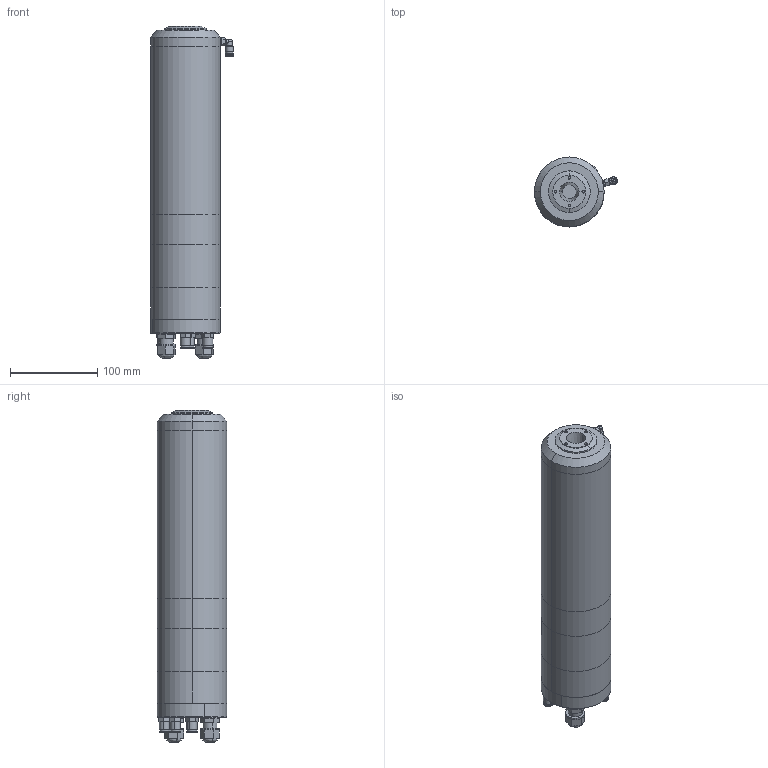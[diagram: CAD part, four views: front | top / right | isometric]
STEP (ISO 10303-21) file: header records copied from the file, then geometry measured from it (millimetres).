
FILE_DESCRIPTION (( 'STEP AP214' ), '1' );
FILE_NAME ('GDL80-20-24Z-2.2.STEP', '2024-07-12T09:28:10', ( '00' ), ( '' ), 'SwSTEP 2.0', 'SolidWorks 2018', '' );
FILE_SCHEMA (( 'AUTOMOTIVE_DESIGN' ));
Length unit declared in the file: millimetre
Products named in the file (10): 橾80ァ詰4; 橾80ァ詰2; 橾80ァ詰1; PL4M5-S; 橾80ァ詰3; 陓瘍羲壽M12; 籵蚚M10ァ郲_1; 橾80儂褲193.5; GDL80-20-24Z-2.2; 橾80ヶ蹟譫_1
Assembly tree (13 placements, depth 2):
  GDL80-20-24Z-2.2
    橾80儂褲193.5
    橾80ヶ蹟譫_1
    橾80ァ詰1
    橾80ァ詰2
    橾80ァ詰3
    橾80ァ詰4
    陓瘍羲壽M12  x2
    籵蚚M10ァ郲_1  x4
    PL4M5-S
Bounding box: 95.31 x 80 x 381.5 mm (x, y, z)
Volume: 1754527.4 mm3; surface area: 168448.6 mm2
Topology: 13 solids, 13 shells, 369 faces, 808 edges, 511 vertices
Faces by surface type: plane 157, cylinder 154, cone 40, bspline 16, torus 2
Entity records: 10025 total; most frequent: CARTESIAN_POINT 1948, DIRECTION 1325, ORIENTED_EDGE 1128, EDGE_CURVE 564, AXIS2_PLACEMENT_3D 552, VERTEX_POINT 355, EDGE_LOOP 319, CIRCLE 290
